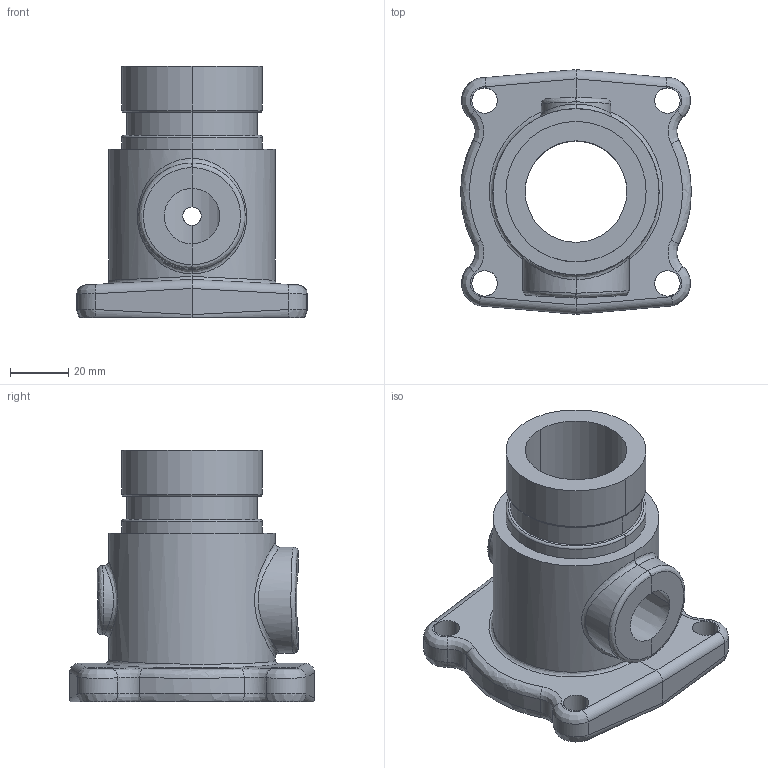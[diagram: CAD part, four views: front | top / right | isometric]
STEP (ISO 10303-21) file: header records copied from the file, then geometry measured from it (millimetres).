
FILE_DESCRIPTION((''),'2;1');
FILE_NAME('C31039','2013-04-22T',('cknei'),(''),'PRO/ENGINEER BY PARAMETRIC TECHNOLOGY CORPORATION, 2011180','PRO/ENGINEER BY PARAMETRIC TECHNOLOGY CORPORATION, 2011180','');
FILE_SCHEMA(('CONFIG_CONTROL_DESIGN'));
Length unit declared in the file: inch
Products named in the file (1): C31039
Bounding box: 79.37 x 84.14 x 86.49 mm (x, y, z)
Volume: 159298.9 mm3; surface area: 38505 mm2
Topology: 1 solids, 1 shells, 93 faces, 230 edges, 138 vertices
Faces by surface type: cylinder 42, bspline 30, plane 15, torus 4, cone 2
Entity records: 6275 total; most frequent: CARTESIAN_POINT 4326, ORIENTED_EDGE 460, DIRECTION 296, EDGE_CURVE 230, VERTEX_POINT 138, AXIS2_PLACEMENT_3D 117, B_SPLINE_CURVE_WITH_KNOTS 114, EDGE_LOOP 106
